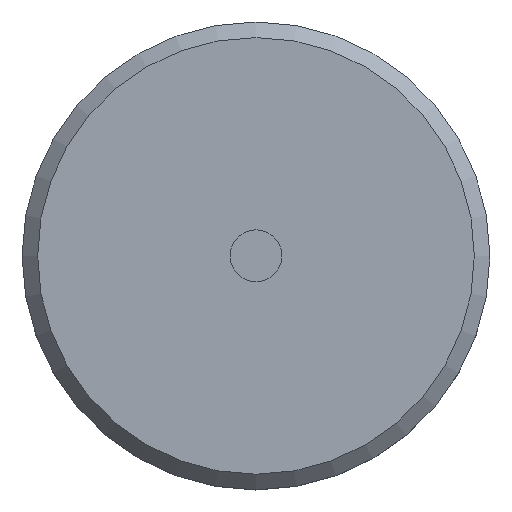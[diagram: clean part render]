
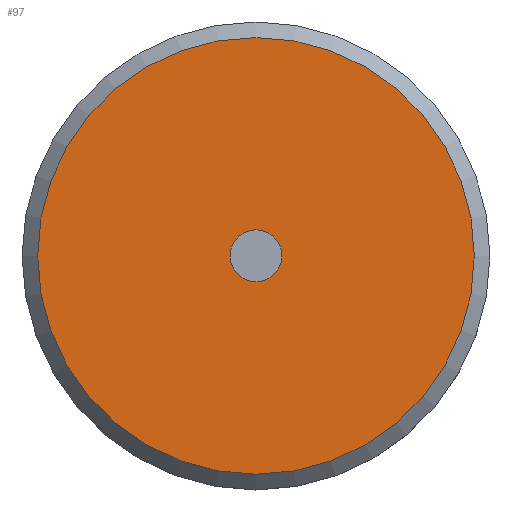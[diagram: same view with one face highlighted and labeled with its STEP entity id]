
A CAD part, top view. The second image highlights one B-rep face of the part: STEP entity #97.
In plain terms, the highlighted planar face has unit normal (0, 0, 1).
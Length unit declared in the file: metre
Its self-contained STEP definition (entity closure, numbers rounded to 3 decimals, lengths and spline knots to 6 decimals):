
#23=PLANE('',#125);
#35=ORIENTED_EDGE('',*,*,#43,.F.);
#36=ORIENTED_EDGE('',*,*,#40,.T.);
#40=EDGE_CURVE('',#47,#47,#54,.T.);
#43=EDGE_CURVE('',#50,#50,#57,.T.);
#47=VERTEX_POINT('',#164);
#50=VERTEX_POINT('',#174);
#54=CIRCLE('',#114,0.01);
#57=CIRCLE('',#121,0.084);
#70=EDGE_LOOP('',(#35));
#71=EDGE_LOOP('',(#36));
#84=FACE_BOUND('',#70,.T.);
#85=FACE_BOUND('',#71,.T.);
#97=ADVANCED_FACE('',(#84,#85),#23,.T.);
#114=AXIS2_PLACEMENT_3D('',#163,#133,#134);
#121=AXIS2_PLACEMENT_3D('',#173,#147,#148);
#125=AXIS2_PLACEMENT_3D('',#180,#155,#156);
#133=DIRECTION('',(0.,0.,-1.));
#134=DIRECTION('',(-1.,0.,0.));
#147=DIRECTION('',(0.,0.,-1.));
#148=DIRECTION('',(1.,0.,0.));
#155=DIRECTION('',(0.,0.,1.));
#156=DIRECTION('',(1.,0.,0.));
#163=CARTESIAN_POINT('',(0.,0.,0.037));
#164=CARTESIAN_POINT('',(-0.01,0.,0.037));
#173=CARTESIAN_POINT('',(0.,0.,0.037));
#174=CARTESIAN_POINT('',(0.084,0.,0.037));
#180=CARTESIAN_POINT('',(0.,0.,0.037));
